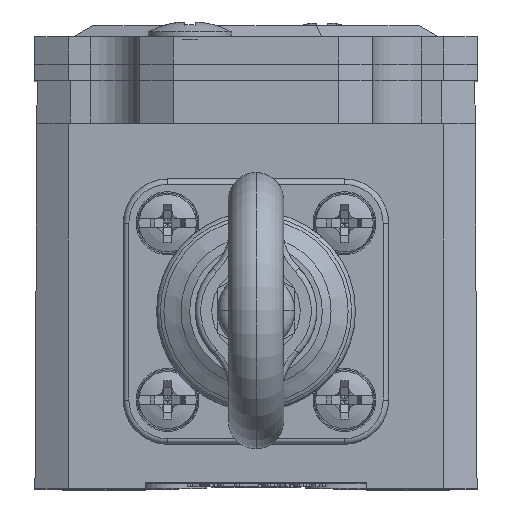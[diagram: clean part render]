
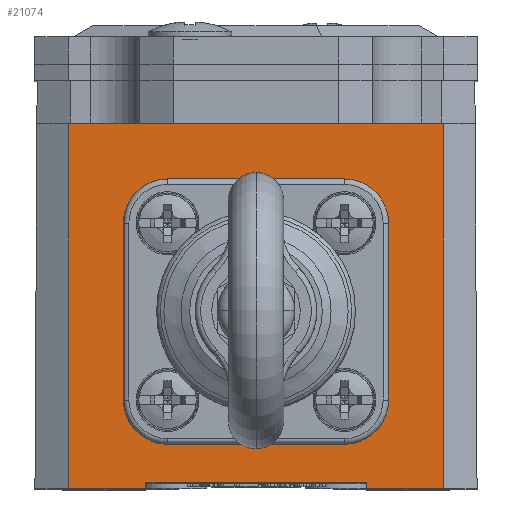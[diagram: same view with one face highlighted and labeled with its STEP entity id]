
A CAD part, top view. The second image highlights one B-rep face of the part: STEP entity #21074.
In plain terms, the highlighted planar face has unit normal (0, 0, 1).
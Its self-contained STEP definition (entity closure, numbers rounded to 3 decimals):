
#1937=DIRECTION('',(-1.,0.,0.));
#1938=VECTOR('',#1937,20.);
#1939=CARTESIAN_POINT('',(10.,0.5,0.));
#1940=LINE('',#1939,#1938);
#1941=DIRECTION('',(0.,-1.,0.));
#1942=VECTOR('',#1941,0.5);
#1943=CARTESIAN_POINT('',(-10.,0.5,0.));
#1944=LINE('',#1943,#1942);
#1945=DIRECTION('',(0.,-1.,0.));
#1946=VECTOR('',#1945,33.);
#1947=CARTESIAN_POINT('',(17.,33.,0.));
#1948=LINE('',#1947,#1946);
#1949=CARTESIAN_POINT('',(-8.,8.,0.));
#1950=DIRECTION('',(0.,0.,1.));
#1951=DIRECTION('',(-1.,0.,0.));
#1952=AXIS2_PLACEMENT_3D('',#1949,#1950,#1951);
#1954=CARTESIAN_POINT('',(8.,8.,0.));
#1955=DIRECTION('',(0.,0.,1.));
#1956=DIRECTION('',(0.,-1.,0.));
#1957=AXIS2_PLACEMENT_3D('',#1954,#1955,#1956);
#1959=CARTESIAN_POINT('',(8.,24.,0.));
#1960=DIRECTION('',(0.,0.,1.));
#1961=DIRECTION('',(1.,0.,0.));
#1962=AXIS2_PLACEMENT_3D('',#1959,#1960,#1961);
#1964=CARTESIAN_POINT('',(-8.,24.,0.));
#1965=DIRECTION('',(0.,0.,1.));
#1966=DIRECTION('',(0.,1.,0.));
#1967=AXIS2_PLACEMENT_3D('',#1964,#1965,#1966);
#3350=DIRECTION('',(0.,-1.,0.));
#3351=VECTOR('',#3350,0.5);
#3352=CARTESIAN_POINT('',(10.,0.5,0.));
#3353=LINE('',#3352,#3351);
#3358=DIRECTION('',(1.,0.,0.));
#3359=VECTOR('',#3358,7.);
#3360=CARTESIAN_POINT('',(10.,0.,0.));
#3361=LINE('',#3360,#3359);
#3419=DIRECTION('',(-1.,0.,0.));
#3420=VECTOR('',#3419,34.);
#3421=CARTESIAN_POINT('',(17.,33.,0.));
#3422=LINE('',#3421,#3420);
#8418=DIRECTION('',(0.,-1.,0.));
#8419=VECTOR('',#8418,33.);
#8420=CARTESIAN_POINT('',(-17.,33.,0.));
#8421=LINE('',#8420,#8419);
#8435=DIRECTION('',(1.,0.,0.));
#8436=VECTOR('',#8435,7.);
#8437=CARTESIAN_POINT('',(-17.,0.,0.));
#8438=LINE('',#8437,#8436);
#14376=DIRECTION('',(0.,1.,0.));
#14377=VECTOR('',#14376,16.);
#14378=CARTESIAN_POINT('',(-12.,8.,0.));
#14379=LINE('',#14378,#14377);
#14380=DIRECTION('',(-1.,0.,0.));
#14381=VECTOR('',#14380,16.);
#14382=CARTESIAN_POINT('',(8.,4.,0.));
#14383=LINE('',#14382,#14381);
#14392=DIRECTION('',(0.,-1.,0.));
#14393=VECTOR('',#14392,16.);
#14394=CARTESIAN_POINT('',(12.,24.,0.));
#14395=LINE('',#14394,#14393);
#14404=DIRECTION('',(1.,0.,0.));
#14405=VECTOR('',#14404,16.);
#14406=CARTESIAN_POINT('',(-8.,28.,0.));
#14407=LINE('',#14406,#14405);
#16785=CARTESIAN_POINT('',(17.,33.,0.));
#16786=VERTEX_POINT('',#16785);
#16787=CARTESIAN_POINT('',(-17.,33.,0.));
#16788=VERTEX_POINT('',#16787);
#16805=CARTESIAN_POINT('',(17.,0.,0.));
#16806=VERTEX_POINT('',#16805);
#16808=CARTESIAN_POINT('',(10.,0.,0.));
#16810=VERTEX_POINT('',#16808);
#16821=CARTESIAN_POINT('',(10.,0.5,0.));
#16822=VERTEX_POINT('',#16821);
#16825=CARTESIAN_POINT('',(-10.,0.5,0.));
#16826=VERTEX_POINT('',#16825);
#16827=CARTESIAN_POINT('',(-10.,0.,0.));
#16828=VERTEX_POINT('',#16827);
#16829=CARTESIAN_POINT('',(-17.,0.,0.));
#16830=VERTEX_POINT('',#16829);
#16831=CARTESIAN_POINT('',(-12.,8.,0.));
#16832=CARTESIAN_POINT('',(-8.,4.,0.));
#16833=VERTEX_POINT('',#16831);
#16834=VERTEX_POINT('',#16832);
#16835=CARTESIAN_POINT('',(8.,4.,0.));
#16836=VERTEX_POINT('',#16835);
#16837=CARTESIAN_POINT('',(12.,8.,0.));
#16838=VERTEX_POINT('',#16837);
#16839=CARTESIAN_POINT('',(12.,24.,0.));
#16840=VERTEX_POINT('',#16839);
#16841=CARTESIAN_POINT('',(8.,28.,0.));
#16842=VERTEX_POINT('',#16841);
#16843=CARTESIAN_POINT('',(-8.,28.,0.));
#16844=VERTEX_POINT('',#16843);
#16845=CARTESIAN_POINT('',(-12.,24.,0.));
#16846=VERTEX_POINT('',#16845);
#21034=CARTESIAN_POINT('',(0.,0.,0.));
#21035=DIRECTION('',(0.,0.,1.));
#21036=DIRECTION('',(1.,0.,0.));
#21037=AXIS2_PLACEMENT_3D('',#21034,#21035,#21036);
#21038=PLANE('',#21037);
#21040=ORIENTED_EDGE('',*,*,#21039,.T.);
#21042=ORIENTED_EDGE('',*,*,#21041,.T.);
#21044=ORIENTED_EDGE('',*,*,#21043,.F.);
#21046=ORIENTED_EDGE('',*,*,#21045,.F.);
#21048=ORIENTED_EDGE('',*,*,#21047,.F.);
#21050=ORIENTED_EDGE('',*,*,#21049,.T.);
#21052=ORIENTED_EDGE('',*,*,#21051,.F.);
#21054=ORIENTED_EDGE('',*,*,#21053,.F.);
#21055=EDGE_LOOP('',(#21040,#21042,#21044,#21046,#21048,#21050,#21052,#21054));
#21056=FACE_OUTER_BOUND('',#21055,.F.);
#21058=ORIENTED_EDGE('',*,*,#21057,.T.);
#21060=ORIENTED_EDGE('',*,*,#21059,.F.);
#21062=ORIENTED_EDGE('',*,*,#21061,.T.);
#21064=ORIENTED_EDGE('',*,*,#21063,.F.);
#21066=ORIENTED_EDGE('',*,*,#21065,.T.);
#21068=ORIENTED_EDGE('',*,*,#21067,.F.);
#21069=ORIENTED_EDGE('',*,*,#21024,.T.);
#21071=ORIENTED_EDGE('',*,*,#21070,.F.);
#21072=EDGE_LOOP('',(#21058,#21060,#21062,#21064,#21066,#21068,#21069,#21071));
#21073=FACE_BOUND('',#21072,.F.);
#21074=ADVANCED_FACE('',(#21056,#21073),#21038,.T.);
#1953=CIRCLE('',#1952,4.);
#1958=CIRCLE('',#1957,4.);
#1963=CIRCLE('',#1962,4.);
#1968=CIRCLE('',#1967,4.);
#21024=EDGE_CURVE('',#16844,#16846,#1968,.T.);
#21039=EDGE_CURVE('',#16822,#16826,#1940,.T.);
#21041=EDGE_CURVE('',#16826,#16828,#1944,.T.);
#21043=EDGE_CURVE('',#16830,#16828,#8438,.T.);
#21045=EDGE_CURVE('',#16788,#16830,#8421,.T.);
#21047=EDGE_CURVE('',#16786,#16788,#3422,.T.);
#21049=EDGE_CURVE('',#16786,#16806,#1948,.T.);
#21051=EDGE_CURVE('',#16810,#16806,#3361,.T.);
#21053=EDGE_CURVE('',#16822,#16810,#3353,.T.);
#21057=EDGE_CURVE('',#16833,#16834,#1953,.T.);
#21059=EDGE_CURVE('',#16836,#16834,#14383,.T.);
#21061=EDGE_CURVE('',#16836,#16838,#1958,.T.);
#21063=EDGE_CURVE('',#16840,#16838,#14395,.T.);
#21065=EDGE_CURVE('',#16840,#16842,#1963,.T.);
#21067=EDGE_CURVE('',#16844,#16842,#14407,.T.);
#21070=EDGE_CURVE('',#16833,#16846,#14379,.T.);
